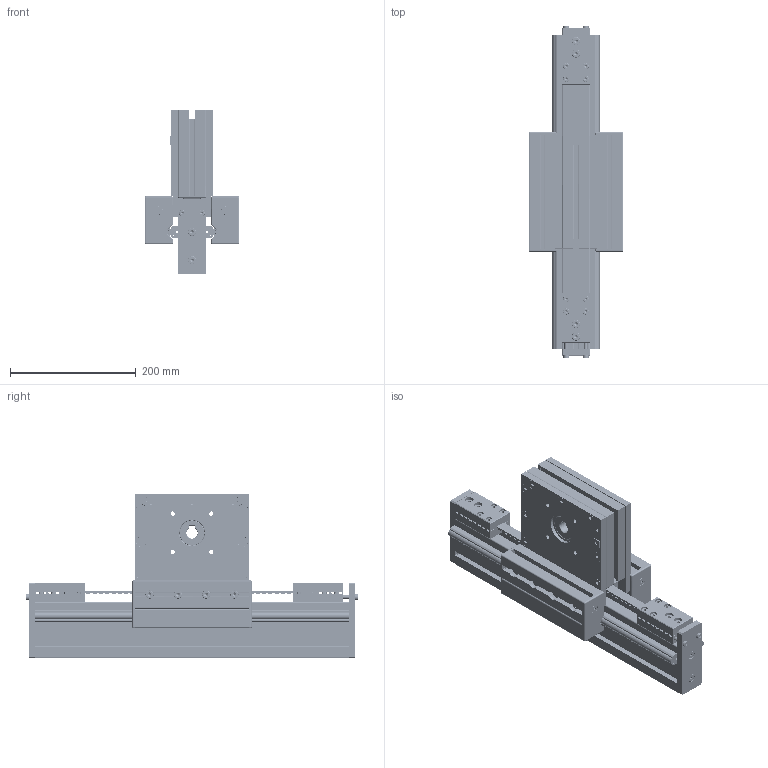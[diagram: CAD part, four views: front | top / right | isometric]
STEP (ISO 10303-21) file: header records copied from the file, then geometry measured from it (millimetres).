
FILE_DESCRIPTION(/* description */ ('Šroub DIN 7984'),/* implementation_level */ '2;1');
FILE_NAME(/* name */ '810016C.stp',/* time_stamp */ '2014-02-04T10:30:46+01:00',/* author */ ('AlutecK&K'),/* organization */ (''),/* preprocessor_version */ 'ST-DEVELOPER v15.2',/* originating_system */ 'Autodesk Inventor 2014',/* authorisation */ '');
FILE_SCHEMA (('AUTOMOTIVE_DESIGN { 1 0 10303 214 3 1 1 }'));
Products named in the file (34): 200620; 200635; 200820; 200835; 210800; 810016C_801200_001; 810016C_801201_001; 801903; 801901; Rem18_16AT10-R_18CP; Rem18_16AT10-R_KR; Rem18; 200840-1; 200820.4; 221845_1; 321309-LV; 801204; 801205; 801231; 801232; 801235; 801945; 801845-04; 801945-04; 801945-05; 801945-06; 801945-07; Lozisko6008-2RS; Lozisko6005-2RS; 810016C_104590L_001; 810016C_801016_001; 810016C
Bounding box: 151 x 528 x 261.95 mm (x, y, z)
Volume: 2951119.3 mm3; surface area: 1463625.7 mm2
Topology: 177 solids, 177 shells, 4414 faces, 11368 edges, 7136 vertices
Faces by surface type: plane 2267, cylinder 1547, torus 270, cone 222, sphere 96, bspline 12
Full cylindrical faces by diameter (mm): 4.917 x12, 6 x12, 6.4 x8, 6.5 x4, 6.647 x38, 6.8 x8, 7.2 x6, 7.5 x4, 8 x44, 8.2 x4, 8.4 x42, 10 x12, 11 x8, 11.4 x4, 12 x10, 13 x22, 13.5 x14, 16 x18, 18 x8, 18.4 x8, 24 x8, 25 x8, 32 x4, 32.04 x8, 35 x8, 39.96 x8, 40 x8, 46 x2, 47 x12, 48 x2
Entity records: 56101 total; most frequent: CARTESIAN_POINT 14402, DIRECTION 8756, ORIENTED_EDGE 8014, EDGE_CURVE 3975, AXIS2_PLACEMENT_3D 3307, VERTEX_POINT 2657, LINE 2142, VECTOR 2142
